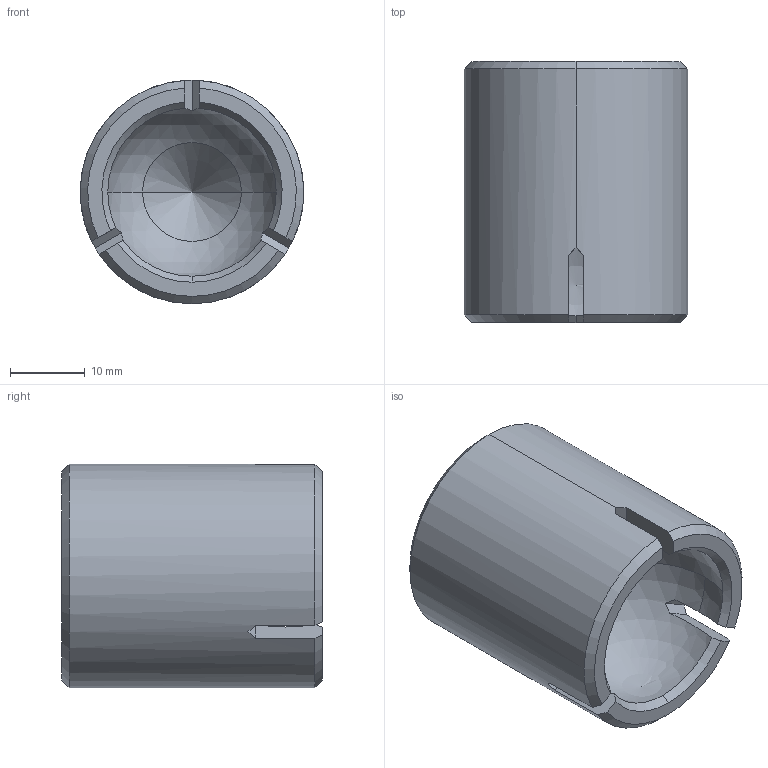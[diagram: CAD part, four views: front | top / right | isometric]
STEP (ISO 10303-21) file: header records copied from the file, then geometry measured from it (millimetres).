
FILE_DESCRIPTION (( 'STEP AP214' ), '1' );
FILE_NAME ('BallJoint_Cup.STEP', '2023-04-05T23:52:30', ( '' ), ( '' ), 'SwSTEP 2.0', 'SolidWorks 2022', '' );
FILE_SCHEMA (( 'AUTOMOTIVE_DESIGN' ));
Length unit declared in the file: millimetre
Products named in the file (1): BallJoint_Cup
Bounding box: 30 x 35 x 30 mm (x, y, z)
Volume: 16892.2 mm3; surface area: 6012.6 mm2
Topology: 1 solids, 1 shells, 44 faces, 122 edges, 78 vertices
Faces by surface type: plane 18, cone 16, cylinder 7, sphere 3
Entity records: 1402 total; most frequent: CARTESIAN_POINT 304, DIRECTION 228, ORIENTED_EDGE 228, EDGE_CURVE 114, AXIS2_PLACEMENT_3D 94, VERTEX_POINT 74, CIRCLE 50, EDGE_LOOP 44
